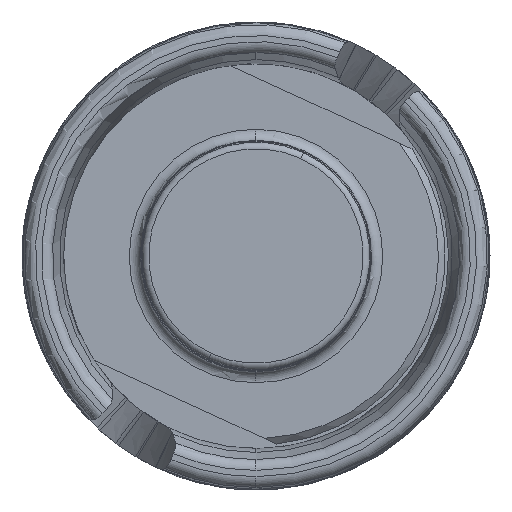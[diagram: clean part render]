
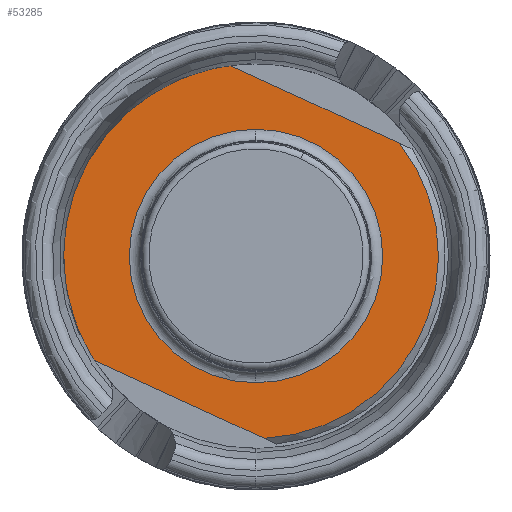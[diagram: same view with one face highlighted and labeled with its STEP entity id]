
A CAD part, left-side view. The second image highlights one B-rep face of the part: STEP entity #53285.
In plain terms, the highlighted planar face has unit normal (-1, 0, 0).
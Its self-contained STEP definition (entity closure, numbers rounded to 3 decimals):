
#284 = CARTESIAN_POINT ( 'NONE',  ( 94.679, 192.298, 111.07 ) ) ;
#2717 = VERTEX_POINT ( 'NONE', #80416 ) ;
#2881 = DIRECTION ( 'NONE',  ( -1., 0., 0. ) ) ;
#4712 = DIRECTION ( 'NONE',  ( 1., 0., 0. ) ) ;
#6520 = DIRECTION ( 'NONE',  ( 1., 0., 0. ) ) ;
#10905 = CIRCLE ( 'NONE', #42440, 5.66 ) ;
#12519 = DIRECTION ( 'NONE',  ( 0., -0.909, -0.417 ) ) ;
#12638 = AXIS2_PLACEMENT_3D ( 'NONE', #59107, #2881, #27908 ) ;
#14087 = CIRCLE ( 'NONE', #37733, 8.6 ) ;
#16307 = EDGE_CURVE ( 'NONE', #42969, #42179, #10905, .T. ) ;
#18534 = EDGE_LOOP ( 'NONE', ( #34385, #59787 ) ) ;
#21678 = DIRECTION ( 'NONE',  ( 1., 0., 0. ) ) ;
#22080 = DIRECTION ( 'NONE',  ( 0., -0.417, 0.909 ) ) ;
#23373 = VERTEX_POINT ( 'NONE', #23395 ) ;
#23395 = CARTESIAN_POINT ( 'NONE',  ( 94.679, 210.226, 103.337 ) ) ;
#24131 = DIRECTION ( 'NONE',  ( 0., 0.909, 0.417 ) ) ;
#24493 = CIRCLE ( 'NONE', #12638, 8.15 ) ;
#25564 = VECTOR ( 'NONE', #24131, 1000. ) ;
#27908 = DIRECTION ( 'NONE',  ( 0., 0., -1. ) ) ;
#28001 = CARTESIAN_POINT ( 'NONE',  ( 94.679, 196.595, 113.039 ) ) ;
#28273 = EDGE_CURVE ( 'NONE', #53878, #51454, #14087, .T. ) ;
#28566 = ORIENTED_EDGE ( 'NONE', *, *, #74052, .F. ) ;
#30532 = CARTESIAN_POINT ( 'NONE',  ( 94.679, 203., 108. ) ) ;
#30640 = LINE ( 'NONE', #41800, #25564 ) ;
#32146 = EDGE_LOOP ( 'NONE', ( #28566, #37548, #58820, #73851, #50865 ) ) ;
#34385 = ORIENTED_EDGE ( 'NONE', *, *, #16307, .T. ) ;
#35651 = FACE_BOUND ( 'NONE', #18534, .T. ) ;
#36994 = CARTESIAN_POINT ( 'NONE',  ( 94.679, 210.522, 112.169 ) ) ;
#37548 = ORIENTED_EDGE ( 'NONE', *, *, #28273, .F. ) ;
#37733 = AXIS2_PLACEMENT_3D ( 'NONE', #40446, #53185, #71202 ) ;
#38614 = CARTESIAN_POINT ( 'NONE',  ( 94.679, 204.184, 116.518 ) ) ;
#40446 = CARTESIAN_POINT ( 'NONE',  ( 94.679, 203., 108. ) ) ;
#41800 = CARTESIAN_POINT ( 'NONE',  ( 94.679, 198.34, 97.888 ) ) ;
#42179 = VERTEX_POINT ( 'NONE', #63573 ) ;
#42440 = AXIS2_PLACEMENT_3D ( 'NONE', #43925, #6520, #50486 ) ;
#42635 = FACE_OUTER_BOUND ( 'NONE', #32146, .T. ) ;
#42903 = AXIS2_PLACEMENT_3D ( 'NONE', #48814, #72974, #22080 ) ;
#42969 = VERTEX_POINT ( 'NONE', #74018 ) ;
#43925 = CARTESIAN_POINT ( 'NONE',  ( 94.679, 203., 108. ) ) ;
#46778 = DIRECTION ( 'NONE',  ( 0., 0., -1. ) ) ;
#47196 = CARTESIAN_POINT ( 'NONE',  ( 94.679, 203., 108. ) ) ;
#47777 = VECTOR ( 'NONE', #12519, 1000. ) ;
#48659 = VERTEX_POINT ( 'NONE', #28001 ) ;
#48814 = CARTESIAN_POINT ( 'NONE',  ( 94.679, 195.319, 104.479 ) ) ;
#50215 = EDGE_CURVE ( 'NONE', #42179, #42969, #72721, .T. ) ;
#50486 = DIRECTION ( 'NONE',  ( 0., 0., 1. ) ) ;
#50743 = EDGE_CURVE ( 'NONE', #2717, #23373, #30640, .T. ) ;
#50865 = ORIENTED_EDGE ( 'NONE', *, *, #52835, .T. ) ;
#51454 = VERTEX_POINT ( 'NONE', #38614 ) ;
#52835 = EDGE_CURVE ( 'NONE', #2717, #48659, #24493, .T. ) ;
#53185 = DIRECTION ( 'NONE',  ( 1., 0., 0. ) ) ;
#53285 = ADVANCED_FACE ( 'NONE', ( #35651, #42635 ), #73784, .F. ) ;
#53878 = VERTEX_POINT ( 'NONE', #36994 ) ;
#57304 = LINE ( 'NONE', #284, #47777 ) ;
#58820 = ORIENTED_EDGE ( 'NONE', *, *, #66642, .F. ) ;
#59107 = CARTESIAN_POINT ( 'NONE',  ( 94.679, 203., 108. ) ) ;
#59787 = ORIENTED_EDGE ( 'NONE', *, *, #50215, .T. ) ;
#61524 = CIRCLE ( 'NONE', #81170, 8.6 ) ;
#63573 = CARTESIAN_POINT ( 'NONE',  ( 94.679, 203., 102.34 ) ) ;
#64807 = AXIS2_PLACEMENT_3D ( 'NONE', #30532, #4712, #78587 ) ;
#66642 = EDGE_CURVE ( 'NONE', #23373, #53878, #61524, .T. ) ;
#71202 = DIRECTION ( 'NONE',  ( 0., 0., -1. ) ) ;
#72721 = CIRCLE ( 'NONE', #64807, 5.66 ) ;
#72974 = DIRECTION ( 'NONE',  ( 1., 0., 0. ) ) ;
#73784 = PLANE ( 'NONE',  #42903 ) ;
#73851 = ORIENTED_EDGE ( 'NONE', *, *, #50743, .F. ) ;
#74018 = CARTESIAN_POINT ( 'NONE',  ( 94.679, 203., 113.66 ) ) ;
#74052 = EDGE_CURVE ( 'NONE', #51454, #48659, #57304, .T. ) ;
#78587 = DIRECTION ( 'NONE',  ( 0., 0., 1. ) ) ;
#80416 = CARTESIAN_POINT ( 'NONE',  ( 94.679, 202.637, 99.858 ) ) ;
#81170 = AXIS2_PLACEMENT_3D ( 'NONE', #47196, #21678, #46778 ) ;
